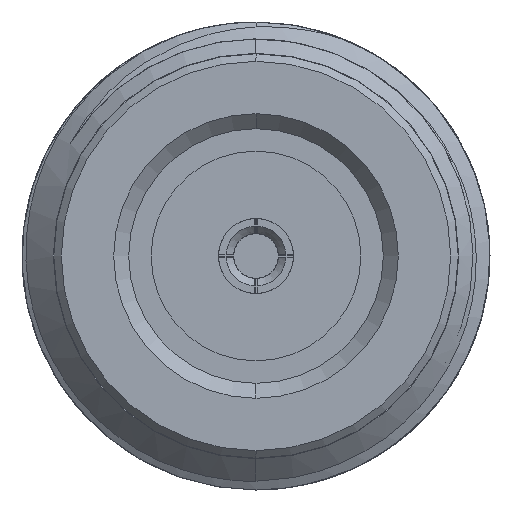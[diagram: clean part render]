
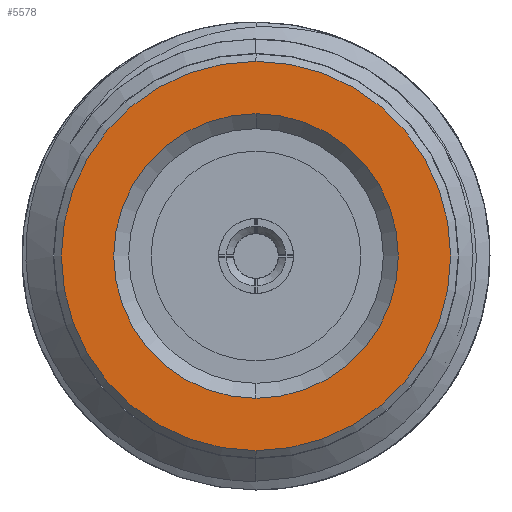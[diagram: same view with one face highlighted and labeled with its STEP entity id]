
A CAD part, left-side view. The second image highlights one B-rep face of the part: STEP entity #5578.
In plain terms, the highlighted planar face has unit normal (-1, 0, 0).
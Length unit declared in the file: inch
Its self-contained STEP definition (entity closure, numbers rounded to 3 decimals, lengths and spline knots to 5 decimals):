
#104 = EDGE_LOOP ( 'NONE', ( #8432, #1064 ) ) ;
#650 = CARTESIAN_POINT ( 'NONE',  ( -0.16732, 0., 0.26 ) ) ;
#858 = DIRECTION ( 'NONE',  ( 0., 0., 1. ) ) ;
#983 = FACE_BOUND ( 'NONE', #4573, .T. ) ;
#1064 = ORIENTED_EDGE ( 'NONE', *, *, #4870, .T. ) ;
#1433 = VERTEX_POINT ( 'NONE', #3563 ) ;
#1521 = CARTESIAN_POINT ( 'NONE',  ( -0.16732, 0., 0. ) ) ;
#2442 = CARTESIAN_POINT ( 'NONE',  ( -0.16732, 0., 0. ) ) ;
#2528 = AXIS2_PLACEMENT_3D ( 'NONE', #3805, #6669, #3170 ) ;
#2670 = VERTEX_POINT ( 'NONE', #6298 ) ;
#2785 = DIRECTION ( 'NONE',  ( 0., 0., 1. ) ) ;
#2975 = DIRECTION ( 'NONE',  ( -1., 0., 0. ) ) ;
#3005 = AXIS2_PLACEMENT_3D ( 'NONE', #2442, #8198, #4098 ) ;
#3170 = DIRECTION ( 'NONE',  ( 0., 0., 1. ) ) ;
#3271 = ORIENTED_EDGE ( 'NONE', *, *, #6134, .T. ) ;
#3400 = CIRCLE ( 'NONE', #6612, 0.26 ) ;
#3563 = CARTESIAN_POINT ( 'NONE',  ( -0.16732, 0., -0.26 ) ) ;
#3763 = AXIS2_PLACEMENT_3D ( 'NONE', #7640, #8193, #2785 ) ;
#3805 = CARTESIAN_POINT ( 'NONE',  ( -0.16732, 0., 0. ) ) ;
#3977 = EDGE_CURVE ( 'NONE', #1433, #6189, #3400, .T. ) ;
#4098 = DIRECTION ( 'NONE',  ( 0., 0., 1. ) ) ;
#4261 = CARTESIAN_POINT ( 'NONE',  ( -0.16732, 0., 0. ) ) ;
#4573 = EDGE_LOOP ( 'NONE', ( #3271, #6868 ) ) ;
#4870 = EDGE_CURVE ( 'NONE', #6189, #1433, #7093, .T. ) ;
#5039 = DIRECTION ( 'NONE',  ( -1., 0., 0. ) ) ;
#5113 = DIRECTION ( 'NONE',  ( 0., 0., 1. ) ) ;
#5578 = ADVANCED_FACE ( 'NONE', ( #983, #6429 ), #7252, .T. ) ;
#6134 = EDGE_CURVE ( 'NONE', #2670, #8603, #6922, .T. ) ;
#6189 = VERTEX_POINT ( 'NONE', #650 ) ;
#6298 = CARTESIAN_POINT ( 'NONE',  ( -0.16732, 0., 0.19 ) ) ;
#6429 = FACE_OUTER_BOUND ( 'NONE', #104, .T. ) ;
#6612 = AXIS2_PLACEMENT_3D ( 'NONE', #4261, #5039, #858 ) ;
#6626 = CARTESIAN_POINT ( 'NONE',  ( -0.16732, 0., -0.19 ) ) ;
#6669 = DIRECTION ( 'NONE',  ( 1., 0., 0. ) ) ;
#6805 = EDGE_CURVE ( 'NONE', #8603, #2670, #8622, .T. ) ;
#6868 = ORIENTED_EDGE ( 'NONE', *, *, #6805, .T. ) ;
#6922 = CIRCLE ( 'NONE', #3005, 0.19 ) ;
#7093 = CIRCLE ( 'NONE', #3763, 0.26 ) ;
#7252 = PLANE ( 'NONE',  #7641 ) ;
#7640 = CARTESIAN_POINT ( 'NONE',  ( -0.16732, 0., 0. ) ) ;
#7641 = AXIS2_PLACEMENT_3D ( 'NONE', #1521, #2975, #5113 ) ;
#8193 = DIRECTION ( 'NONE',  ( -1., 0., 0. ) ) ;
#8198 = DIRECTION ( 'NONE',  ( 1., 0., 0. ) ) ;
#8432 = ORIENTED_EDGE ( 'NONE', *, *, #3977, .T. ) ;
#8603 = VERTEX_POINT ( 'NONE', #6626 ) ;
#8622 = CIRCLE ( 'NONE', #2528, 0.19 ) ;
